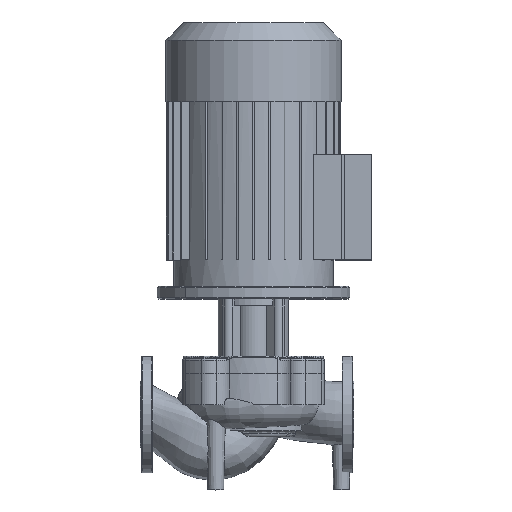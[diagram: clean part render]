
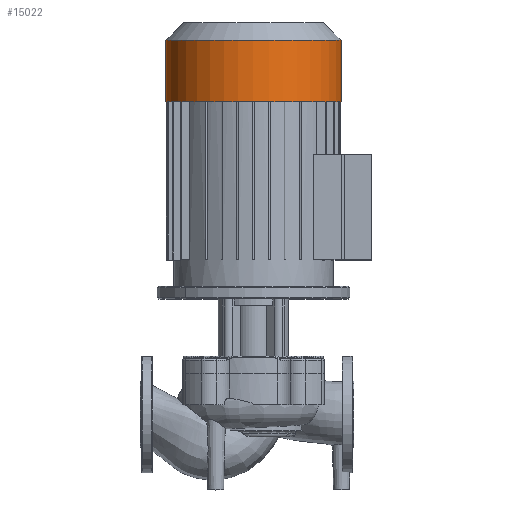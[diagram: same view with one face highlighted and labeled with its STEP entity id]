
A CAD part, top view. The second image highlights one B-rep face of the part: STEP entity #15022.
In plain terms, the highlighted cylindrical face has radius 139.5 mm (diameter 279 mm), a partial arc.
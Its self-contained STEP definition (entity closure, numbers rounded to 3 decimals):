
#10628=CARTESIAN_POINT('',(319.5,498.0,0.0));
#10629=VERTEX_POINT('',#10628);
#10630=CARTESIAN_POINT('',(319.5,596.1,0.0));
#10631=VERTEX_POINT('',#10630);
#10632=CARTESIAN_POINT('',(319.5,498.0,0.0));
#10633=DIRECTION('',(0.0,1.0,0.0));
#10634=VECTOR('',#10633,98.1);
#10635=LINE('',#10632,#10634);
#10636=EDGE_CURVE('',#10629,#10631,#10635,.T.);
#10638=CARTESIAN_POINT('',(40.5,498.0,0.));
#10639=VERTEX_POINT('',#10638);
#10647=CARTESIAN_POINT('',(40.5,596.1,0.));
#10648=VERTEX_POINT('',#10647);
#10649=CARTESIAN_POINT('',(40.5,498.0,0.));
#10650=DIRECTION('',(0.0,1.0,0.0));
#10651=VECTOR('',#10650,98.1);
#10652=LINE('',#10649,#10651);
#10653=EDGE_CURVE('',#10639,#10648,#10652,.T.);
#13571=CARTESIAN_POINT('',(180.0,498.0,0.0));
#13572=DIRECTION('',(0.0,1.0,0.0));
#13573=DIRECTION('',(1.0,0.0,0.0));
#13574=AXIS2_PLACEMENT_3D('',#13571,#13572,#13573);
#13575=CIRCLE('',#13574,139.5);
#13576=EDGE_CURVE('',#10639,#10629,#13575,.T.);
#15001=CARTESIAN_POINT('',(180.0,596.1,0.0));
#15002=DIRECTION('',(0.0,1.0,0.0));
#15003=DIRECTION('',(1.0,0.0,0.0));
#15004=AXIS2_PLACEMENT_3D('',#15001,#15002,#15003);
#15005=CIRCLE('',#15004,139.5);
#15006=EDGE_CURVE('',#10648,#10631,#15005,.T.);
#15011=CARTESIAN_POINT('',(180.0,624.0,0.0));
#15012=DIRECTION('',(0.0,-1.0,0.0));
#15013=DIRECTION('',(1.0,0.0,0.0));
#15014=AXIS2_PLACEMENT_3D('',#15011,#15012,#15013);
#15015=CYLINDRICAL_SURFACE('',#15014,139.5);
#15016=ORIENTED_EDGE('',*,*,#10636,.T.);
#15017=ORIENTED_EDGE('',*,*,#15006,.F.);
#15018=ORIENTED_EDGE('',*,*,#10653,.F.);
#15019=ORIENTED_EDGE('',*,*,#13576,.T.);
#15020=EDGE_LOOP('',(#15016,#15017,#15018,#15019));
#15021=FACE_OUTER_BOUND('',#15020,.T.);
#15022=ADVANCED_FACE('',(#15021),#15015,.T.);
